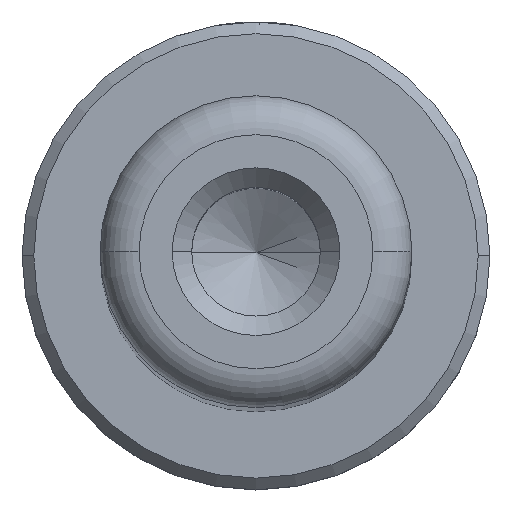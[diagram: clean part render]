
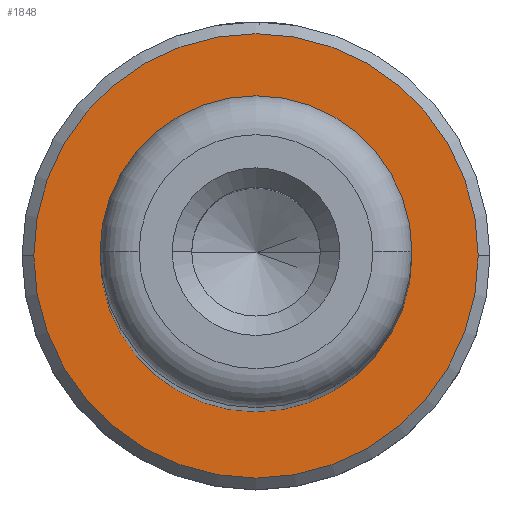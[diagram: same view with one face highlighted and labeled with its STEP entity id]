
A CAD part, top view. The second image highlights one B-rep face of the part: STEP entity #1848.
In plain terms, the highlighted planar face has unit normal (0, 0, 1).
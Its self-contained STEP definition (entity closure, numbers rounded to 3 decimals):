
#40 = EDGE_CURVE ( 'NONE', #1977, #346, #255, .T. ) ;
#103 = AXIS2_PLACEMENT_3D ( 'NONE', #965, #1291, #323 ) ;
#214 = ORIENTED_EDGE ( 'NONE', *, *, #1082, .T. ) ;
#215 = EDGE_CURVE ( 'NONE', #1532, #480, #1457, .T. ) ;
#226 = EDGE_LOOP ( 'NONE', ( #1481, #214 ) ) ;
#252 = CARTESIAN_POINT ( 'NONE',  ( 0., 0., 11. ) ) ;
#255 = CIRCLE ( 'NONE', #1296, 3.6 ) ;
#323 = DIRECTION ( 'NONE',  ( 1., 0., 0. ) ) ;
#346 = VERTEX_POINT ( 'NONE', #1173 ) ;
#417 = DIRECTION ( 'NONE',  ( -1., 0., 0. ) ) ;
#420 = CARTESIAN_POINT ( 'NONE',  ( 5.7, 0., 11. ) ) ;
#480 = VERTEX_POINT ( 'NONE', #420 ) ;
#511 = ORIENTED_EDGE ( 'NONE', *, *, #215, .T. ) ;
#594 = AXIS2_PLACEMENT_3D ( 'NONE', #252, #1377, #417 ) ;
#599 = FACE_BOUND ( 'NONE', #226, .T. ) ;
#697 = CIRCLE ( 'NONE', #793, 5.7 ) ;
#753 = CARTESIAN_POINT ( 'NONE',  ( 0., 0., 11. ) ) ;
#793 = AXIS2_PLACEMENT_3D ( 'NONE', #753, #1867, #923 ) ;
#898 = DIRECTION ( 'NONE',  ( -1., 0., 0. ) ) ;
#923 = DIRECTION ( 'NONE',  ( 1., 0., 0. ) ) ;
#965 = CARTESIAN_POINT ( 'NONE',  ( 0., 0., 11. ) ) ;
#1053 = CARTESIAN_POINT ( 'NONE',  ( -5.7, 0., 11. ) ) ;
#1082 = EDGE_CURVE ( 'NONE', #346, #1977, #1223, .T. ) ;
#1104 = DIRECTION ( 'NONE',  ( 0., 0., -1. ) ) ;
#1107 = CARTESIAN_POINT ( 'NONE',  ( 0., 0., 11. ) ) ;
#1173 = CARTESIAN_POINT ( 'NONE',  ( 3.6, 0., 11. ) ) ;
#1223 = CIRCLE ( 'NONE', #594, 3.6 ) ;
#1257 = ORIENTED_EDGE ( 'NONE', *, *, #1652, .T. ) ;
#1291 = DIRECTION ( 'NONE',  ( 0., 0., 1. ) ) ;
#1296 = AXIS2_PLACEMENT_3D ( 'NONE', #1107, #1104, #898 ) ;
#1377 = DIRECTION ( 'NONE',  ( 0., 0., -1. ) ) ;
#1457 = CIRCLE ( 'NONE', #1701, 5.7 ) ;
#1478 = CARTESIAN_POINT ( 'NONE',  ( -3.6, 0., 11. ) ) ;
#1481 = ORIENTED_EDGE ( 'NONE', *, *, #40, .T. ) ;
#1513 = FACE_OUTER_BOUND ( 'NONE', #1860, .T. ) ;
#1532 = VERTEX_POINT ( 'NONE', #1053 ) ;
#1600 = PLANE ( 'NONE',  #103 ) ;
#1652 = EDGE_CURVE ( 'NONE', #480, #1532, #697, .T. ) ;
#1674 = DIRECTION ( 'NONE',  ( 1., 0., 0. ) ) ;
#1685 = DIRECTION ( 'NONE',  ( 0., 0., 1. ) ) ;
#1690 = CARTESIAN_POINT ( 'NONE',  ( 0., 0., 11. ) ) ;
#1701 = AXIS2_PLACEMENT_3D ( 'NONE', #1690, #1685, #1674 ) ;
#1848 = ADVANCED_FACE ( 'NONE', ( #1513, #599 ), #1600, .T. ) ;
#1860 = EDGE_LOOP ( 'NONE', ( #511, #1257 ) ) ;
#1867 = DIRECTION ( 'NONE',  ( 0., 0., 1. ) ) ;
#1977 = VERTEX_POINT ( 'NONE', #1478 ) ;
